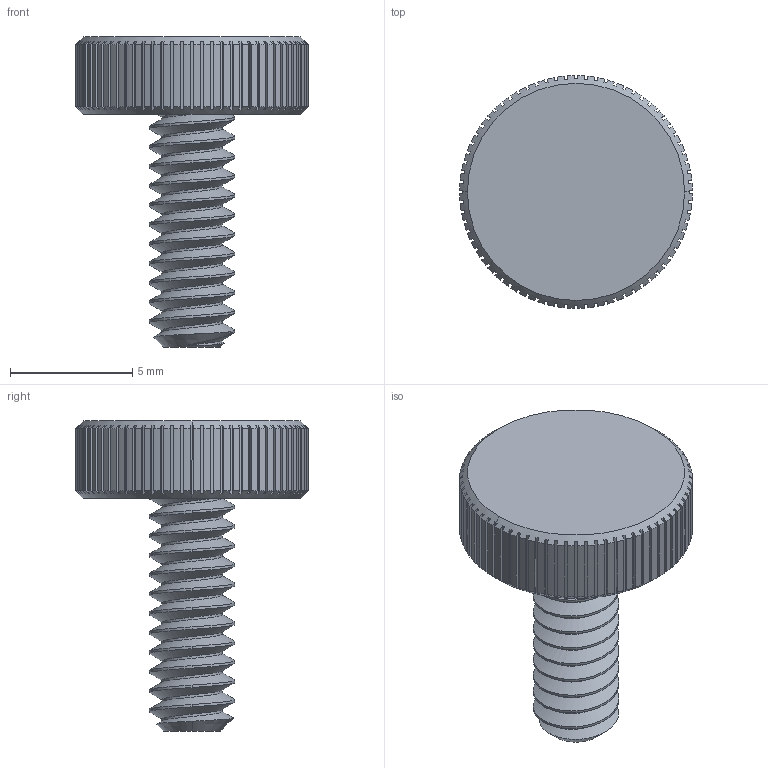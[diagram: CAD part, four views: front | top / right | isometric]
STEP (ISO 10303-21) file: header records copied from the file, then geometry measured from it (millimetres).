
FILE_DESCRIPTION (( 'STEP AP203' ), '1' );
FILE_NAME ('94955A010_Low-Profile Nylon Thumb Screw.STEP', '2022-09-16T18:13:33', ( '' ), ( '' ), 'SwSTEP 2.0', 'SolidWorks 2022', '' );
FILE_SCHEMA (( 'CONFIG_CONTROL_DESIGN' ));
Length unit declared in the file: inch
Products named in the file (1): 94955A010_Low-Profile Nylon Thumb Screw
Bounding box: 9.52 x 9.52 x 12.7 mm (x, y, z)
Volume: 287.3 mm3; surface area: 426.2 mm2
Topology: 1 solids, 1 shells, 325 faces, 963 edges, 641 vertices
Faces by surface type: cylinder 169, plane 147, cone 6, bspline 3
Entity records: 13256 total; most frequent: CARTESIAN_POINT 5369, ORIENTED_EDGE 1926, DIRECTION 1268, EDGE_CURVE 963, VERTEX_POINT 641, AXIS2_PLACEMENT_3D 475, B_SPLINE_CURVE_WITH_KNOTS 444, EDGE_LOOP 326
